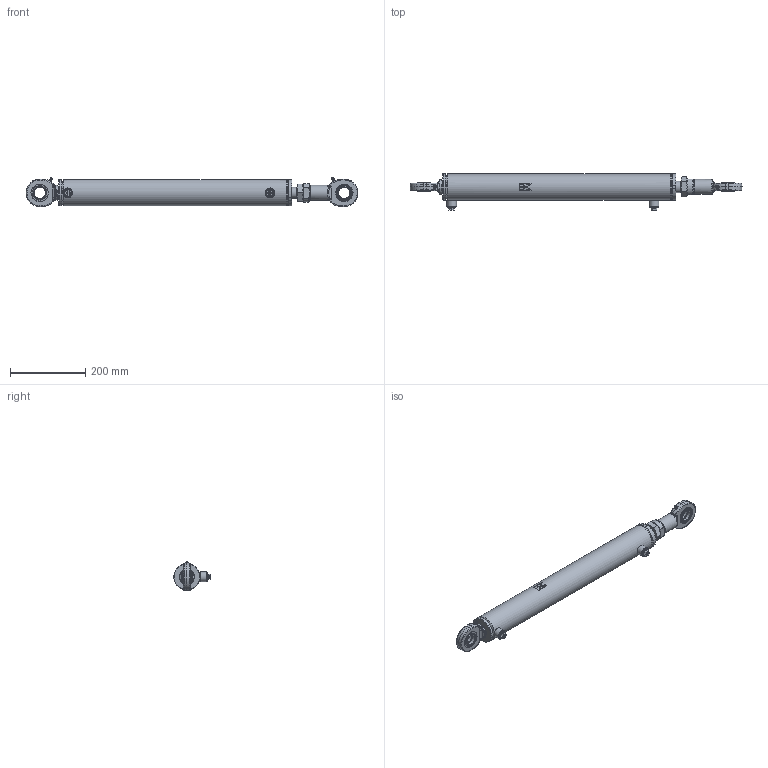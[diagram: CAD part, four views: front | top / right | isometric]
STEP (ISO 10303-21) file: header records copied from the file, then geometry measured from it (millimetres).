
FILE_DESCRIPTION (( 'STEP AP214' ), '1' );
FILE_NAME ('CFGCY0079671-Cylinder.step', '2026-03-10T10:48:05', ( 'Kramp IT' ), ( 'Kramp' ), 'SwSTEP 2.0', 'SolidWorks 2025', '' );
FILE_SCHEMA (( 'AUTOMOTIVE_DESIGN' ));
Length unit declared in the file: millimetre
Products named in the file (21): GK30DO-EC; Tube_Simplified; Tube-MA_Simplified; GIR30DO2RS; 439B302; SP06M; DS2906013030VM_Simplified; CFGCY0079671-Cylinder; DC3906001; Rod_Simplified; DS2906004_Simplified; GK30DO; LSN06E; Rod-WA_Simplified; GIR30DO2RS-NUT; DS2906015; MATE-AID; Tube-WA_Simplified; DS2906004VM_Simplified; DS2906013030_Simplified
Assembly tree (21 placements, depth 4):
  CFGCY0079671-Cylinder
    Tube-WA_Simplified
      Tube-MA_Simplified
        Tube_Simplified
        LSN06E
      LSN06E
      DC3906001
        DC3906001
      GK30DO-EC
        GK30DO
    Rod-WA_Simplified
      Rod_Simplified
      GIR30DO2RS-NUT
        GIR30DO2RS
        439B302
    DS2906013030VM_Simplified
      DS2906013030_Simplified
    DS2906004VM_Simplified
      DS2906004_Simplified
    DS2906015
    SP06M  x2
  MATE-AID
Bounding box: 884.99 x 97 x 77.52 mm (x, y, z)
Volume: 1617727.9 mm3; surface area: 444071.2 mm2
Topology: 19 solids, 21 shells, 650 faces, 1528 edges, 957 vertices
Faces by surface type: plane 248, cylinder 159, bspline 137, cone 91, torus 15
Full cylindrical faces by diameter (mm): 2.5 x8, 3 x2, 4 x2, 4.5 x1, 4.917 x1, 5.072 x2, 5.188 x1, 6 x2, 6.5 x2, 7 x2, 10 x2, 14.95 x2, 16.5 x1, 16.66 x2, 22.2 x2, 24 x1, 25 x1, 26 x2, 26.5 x1, 27.546 x1, 27.816 x1, 27.835 x1, 28 x2, 30 x7, 40 x2, 40.122 x2, 41.022 x2, 41.1 x2, 44 x1, 46.342 x1
Entity records: 43788 total; most frequent: CARTESIAN_POINT 26563, ORIENTED_EDGE 2164, DIRECTION 2141, EDGE_CURVE 1082, AXIS2_PLACEMENT_3D 879, EDGE_LOOP 849, VERTEX_POINT 757, FACE_OUTER_BOUND 714
